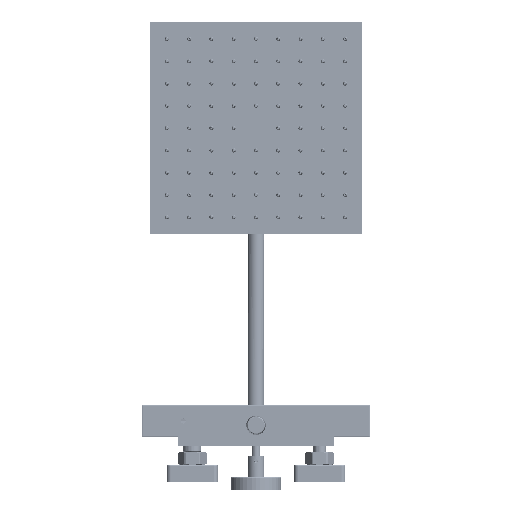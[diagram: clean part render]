
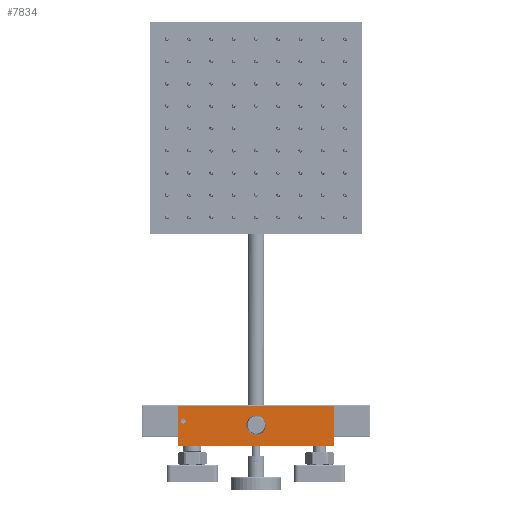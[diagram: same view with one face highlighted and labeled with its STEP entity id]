
A CAD part, front view. The second image highlights one B-rep face of the part: STEP entity #7834.
In plain terms, the highlighted face is planar.
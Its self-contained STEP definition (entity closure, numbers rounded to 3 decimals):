
#9=CARTESIAN_POINT('',(85.5,19.,29.));
#10=DIRECTION('',(0.,1.,0.));
#11=DIRECTION('',(-1.,0.,0.));
#12=AXIS2_PLACEMENT_3D('',#9,#10,#11);
#14=CARTESIAN_POINT('',(85.5,19.,29.));
#15=DIRECTION('',(0.,1.,0.));
#16=DIRECTION('',(1.,0.,0.));
#17=AXIS2_PLACEMENT_3D('',#14,#15,#16);
#19=CARTESIAN_POINT('',(0.,19.,24.));
#20=DIRECTION('',(0.,1.,0.));
#21=DIRECTION('',(0.,0.,-1.));
#22=AXIS2_PLACEMENT_3D('',#19,#20,#21);
#24=CARTESIAN_POINT('',(0.,19.,24.));
#25=DIRECTION('',(0.,1.,0.));
#26=DIRECTION('',(0.,0.,1.));
#27=AXIS2_PLACEMENT_3D('',#24,#25,#26);
#33=DIRECTION('',(1.,0.,0.));
#34=VECTOR('',#33,183.);
#35=CARTESIAN_POINT('',(-91.5,19.,47.));
#36=LINE('',#35,#34);
#42=DIRECTION('',(0.,0.,-1.));
#43=VECTOR('',#42,47.);
#44=CARTESIAN_POINT('',(91.5,19.,47.));
#45=LINE('',#44,#43);
#79=DIRECTION('',(-1.,0.,0.));
#80=VECTOR('',#79,183.);
#81=CARTESIAN_POINT('',(91.5,19.,0.));
#82=LINE('',#81,#80);
#107=DIRECTION('',(0.,0.,1.));
#108=VECTOR('',#107,47.);
#109=CARTESIAN_POINT('',(-91.5,19.,0.));
#110=LINE('',#109,#108);
#6542=CARTESIAN_POINT('',(-91.5,19.,47.));
#6543=CARTESIAN_POINT('',(91.5,19.,47.));
#6544=VERTEX_POINT('',#6542);
#6545=VERTEX_POINT('',#6543);
#6546=CARTESIAN_POINT('',(-91.5,19.,0.));
#6547=VERTEX_POINT('',#6546);
#6548=CARTESIAN_POINT('',(91.5,19.,0.));
#6549=VERTEX_POINT('',#6548);
#6550=CARTESIAN_POINT('',(82.5,19.,29.));
#6551=CARTESIAN_POINT('',(88.5,19.,29.));
#6552=VERTEX_POINT('',#6550);
#6553=VERTEX_POINT('',#6551);
#6554=CARTESIAN_POINT('',(0.,19.,13.2));
#6555=CARTESIAN_POINT('',(0.,19.,34.8));
#6556=VERTEX_POINT('',#6554);
#6557=VERTEX_POINT('',#6555);
#7807=CARTESIAN_POINT('',(0.,19.,23.5));
#7808=DIRECTION('',(0.,1.,0.));
#7809=DIRECTION('',(-1.,0.,0.));
#7810=AXIS2_PLACEMENT_3D('',#7807,#7808,#7809);
#7811=PLANE('',#7810);
#7813=ORIENTED_EDGE('',*,*,#7812,.F.);
#7815=ORIENTED_EDGE('',*,*,#7814,.F.);
#7817=ORIENTED_EDGE('',*,*,#7816,.F.);
#7819=ORIENTED_EDGE('',*,*,#7818,.F.);
#7820=EDGE_LOOP('',(#7813,#7815,#7817,#7819));
#7821=FACE_OUTER_BOUND('',#7820,.F.);
#7823=ORIENTED_EDGE('',*,*,#7822,.T.);
#7825=ORIENTED_EDGE('',*,*,#7824,.T.);
#7826=EDGE_LOOP('',(#7823,#7825));
#7827=FACE_BOUND('',#7826,.F.);
#7829=ORIENTED_EDGE('',*,*,#7828,.T.);
#7831=ORIENTED_EDGE('',*,*,#7830,.T.);
#7832=EDGE_LOOP('',(#7829,#7831));
#7833=FACE_BOUND('',#7832,.F.);
#7834=ADVANCED_FACE('',(#7821,#7827,#7833),#7811,.T.);
#13=CIRCLE('',#12,3.);
#18=CIRCLE('',#17,3.);
#23=CIRCLE('',#22,10.8);
#28=CIRCLE('',#27,10.8);
#7812=EDGE_CURVE('',#6544,#6545,#36,.T.);
#7814=EDGE_CURVE('',#6547,#6544,#110,.T.);
#7816=EDGE_CURVE('',#6549,#6547,#82,.T.);
#7818=EDGE_CURVE('',#6545,#6549,#45,.T.);
#7822=EDGE_CURVE('',#6552,#6553,#13,.T.);
#7824=EDGE_CURVE('',#6553,#6552,#18,.T.);
#7828=EDGE_CURVE('',#6556,#6557,#23,.T.);
#7830=EDGE_CURVE('',#6557,#6556,#28,.T.);
